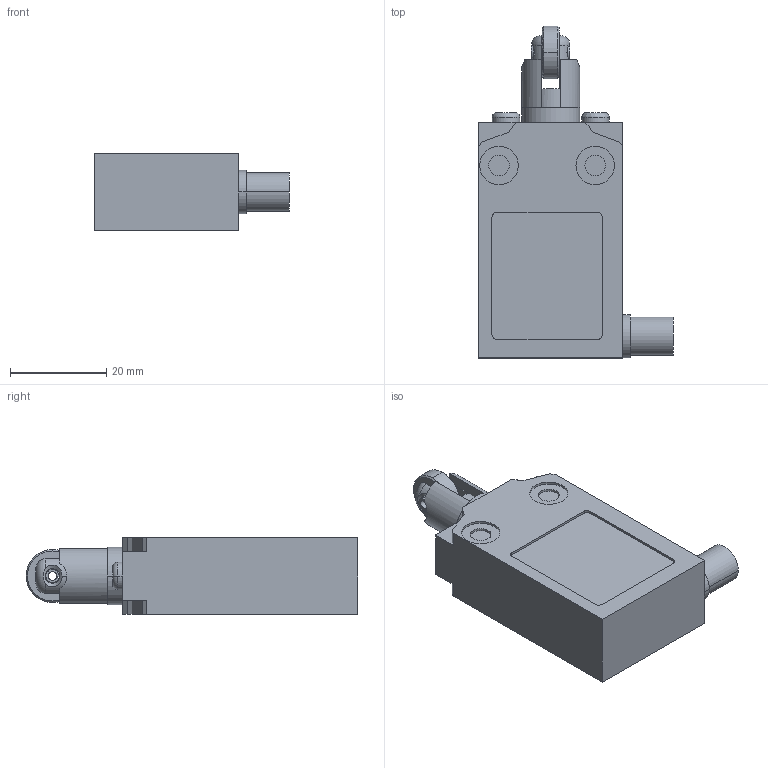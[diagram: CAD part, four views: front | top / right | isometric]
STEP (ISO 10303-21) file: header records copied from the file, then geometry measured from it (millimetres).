
FILE_DESCRIPTION((''),'2;1');
FILE_NAME('3d_KPB3L11.stp','2012-10-03T08:06:07',(''),(''),'Mechanical Desktop 2011','Mechanical Desktop 2011',', , ');
FILE_SCHEMA(('CONFIG_CONTROL_DESIGN'));
Length unit declared in the file: millimetre
Products named in the file (1): Product
Bounding box: 40.5 x 69 x 16 mm (x, y, z)
Volume: 25222 mm3; surface area: 8042.5 mm2
Topology: 9 solids, 9 shells, 141 faces, 347 edges, 228 vertices
Faces by surface type: plane 68, cylinder 43, bspline 13, cone 13, torus 4
Entity records: 5053 total; most frequent: CARTESIAN_POINT 1610, DIRECTION 694, ORIENTED_EDGE 694, EDGE_CURVE 347, AXIS2_PLACEMENT_3D 255, VERTEX_POINT 228, VECTOR 184, LINE 184
